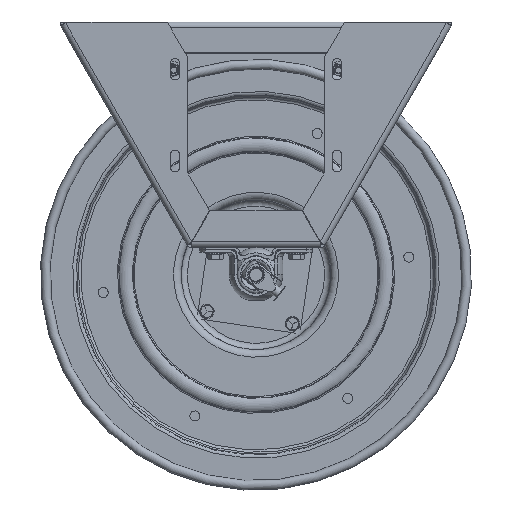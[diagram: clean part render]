
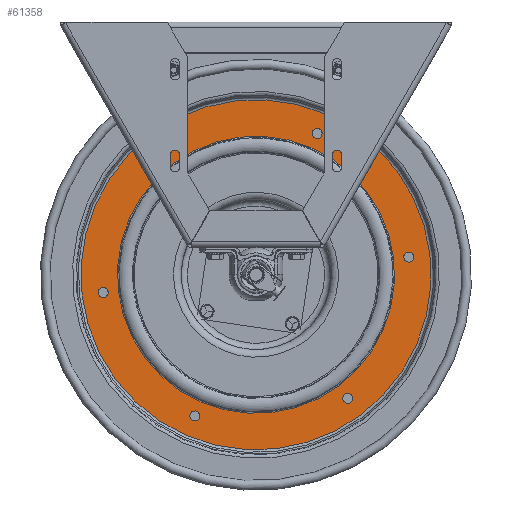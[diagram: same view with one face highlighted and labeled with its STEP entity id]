
A CAD part, front view. The second image highlights one B-rep face of the part: STEP entity #61358.
In plain terms, the highlighted planar face has unit normal (0, -1, 0).
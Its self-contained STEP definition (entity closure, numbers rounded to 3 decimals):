
#1541=FACE_BOUND('',#6726,.T.);
#1542=FACE_BOUND('',#6727,.T.);
#1543=FACE_BOUND('',#6728,.T.);
#1544=FACE_BOUND('',#6729,.T.);
#1545=FACE_BOUND('',#6730,.T.);
#1546=FACE_BOUND('',#6731,.T.);
#1547=FACE_BOUND('',#6732,.T.);
#2065=PLANE('',#65059);
#3666=FACE_OUTER_BOUND('',#6725,.T.);
#6725=EDGE_LOOP('',(#45286,#45287));
#6726=EDGE_LOOP('',(#45288,#45289));
#6727=EDGE_LOOP('',(#45290));
#6728=EDGE_LOOP('',(#45291));
#6729=EDGE_LOOP('',(#45292));
#6730=EDGE_LOOP('',(#45293));
#6731=EDGE_LOOP('',(#45294));
#6732=EDGE_LOOP('',(#45295));
#20215=CIRCLE('',#65056,5.667);
#20217=CIRCLE('',#65058,5.667);
#20218=CIRCLE('',#65060,7.159);
#20219=CIRCLE('',#65061,7.159);
#20220=CIRCLE('',#65062,0.205);
#20221=CIRCLE('',#65063,0.205);
#20222=CIRCLE('',#65064,0.205);
#20223=CIRCLE('',#65065,0.205);
#20224=CIRCLE('',#65066,0.205);
#20225=CIRCLE('',#65067,0.205);
#25240=VERTEX_POINT('',#104028);
#25241=VERTEX_POINT('',#104029);
#25242=VERTEX_POINT('',#104034);
#25243=VERTEX_POINT('',#104035);
#25244=VERTEX_POINT('',#104038);
#25245=VERTEX_POINT('',#104040);
#25246=VERTEX_POINT('',#104042);
#25247=VERTEX_POINT('',#104044);
#25248=VERTEX_POINT('',#104046);
#25249=VERTEX_POINT('',#104048);
#33332=EDGE_CURVE('',#25240,#25241,#20215,.T.);
#33334=EDGE_CURVE('',#25241,#25240,#20217,.T.);
#33335=EDGE_CURVE('',#25242,#25243,#20218,.T.);
#33336=EDGE_CURVE('',#25243,#25242,#20219,.T.);
#33337=EDGE_CURVE('',#25244,#25244,#20220,.T.);
#33338=EDGE_CURVE('',#25245,#25245,#20221,.T.);
#33339=EDGE_CURVE('',#25246,#25246,#20222,.T.);
#33340=EDGE_CURVE('',#25247,#25247,#20223,.T.);
#33341=EDGE_CURVE('',#25248,#25248,#20224,.T.);
#33342=EDGE_CURVE('',#25249,#25249,#20225,.T.);
#45286=ORIENTED_EDGE('',*,*,#33335,.T.);
#45287=ORIENTED_EDGE('',*,*,#33336,.T.);
#45288=ORIENTED_EDGE('',*,*,#33332,.F.);
#45289=ORIENTED_EDGE('',*,*,#33334,.F.);
#45290=ORIENTED_EDGE('',*,*,#33337,.T.);
#45291=ORIENTED_EDGE('',*,*,#33338,.T.);
#45292=ORIENTED_EDGE('',*,*,#33339,.T.);
#45293=ORIENTED_EDGE('',*,*,#33340,.T.);
#45294=ORIENTED_EDGE('',*,*,#33341,.T.);
#45295=ORIENTED_EDGE('',*,*,#33342,.T.);
#61358=ADVANCED_FACE('',(#3666,#1541,#1542,#1543,#1544,#1545,#1546,#1547),
#2065,.T.);
#65056=AXIS2_PLACEMENT_3D('',#104030,#73668,#73669);
#65058=AXIS2_PLACEMENT_3D('',#104032,#73672,#73673);
#65059=AXIS2_PLACEMENT_3D('',#104033,#73674,#73675);
#65060=AXIS2_PLACEMENT_3D('',#104036,#73676,#73677);
#65061=AXIS2_PLACEMENT_3D('',#104037,#73678,#73679);
#65062=AXIS2_PLACEMENT_3D('',#104039,#73680,#73681);
#65063=AXIS2_PLACEMENT_3D('',#104041,#73682,#73683);
#65064=AXIS2_PLACEMENT_3D('',#104043,#73684,#73685);
#65065=AXIS2_PLACEMENT_3D('',#104045,#73686,#73687);
#65066=AXIS2_PLACEMENT_3D('',#104047,#73688,#73689);
#65067=AXIS2_PLACEMENT_3D('',#104049,#73690,#73691);
#73668=DIRECTION('center_axis',(0.,-1.,0.));
#73669=DIRECTION('ref_axis',(0.803,0.,0.597));
#73672=DIRECTION('center_axis',(0.,-1.,0.));
#73673=DIRECTION('ref_axis',(0.803,0.,0.597));
#73674=DIRECTION('center_axis',(0.,-1.,0.));
#73675=DIRECTION('ref_axis',(0.597,0.,-0.803));
#73676=DIRECTION('center_axis',(0.,-1.,0.));
#73677=DIRECTION('ref_axis',(0.803,0.,0.597));
#73678=DIRECTION('center_axis',(0.,-1.,0.));
#73679=DIRECTION('ref_axis',(0.803,0.,0.597));
#73680=DIRECTION('center_axis',(0.,1.,0.));
#73681=DIRECTION('ref_axis',(-0.803,0.,-0.597));
#73682=DIRECTION('center_axis',(0.,1.,0.));
#73683=DIRECTION('ref_axis',(-0.918,0.,0.397));
#73684=DIRECTION('center_axis',(0.,1.,0.));
#73685=DIRECTION('ref_axis',(-0.115,0.,0.993));
#73686=DIRECTION('center_axis',(0.,1.,0.));
#73687=DIRECTION('ref_axis',(0.803,0.,0.597));
#73688=DIRECTION('center_axis',(0.,1.,0.));
#73689=DIRECTION('ref_axis',(0.918,0.,-0.397));
#73690=DIRECTION('center_axis',(0.,1.,0.));
#73691=DIRECTION('ref_axis',(0.115,0.,-0.993));
#104028=CARTESIAN_POINT('',(4.548,-4.153,3.371));
#104029=CARTESIAN_POINT('',(-3.381,-4.153,4.538));
#104030=CARTESIAN_POINT('Origin',(0.,-4.153,
-0.01));
#104032=CARTESIAN_POINT('Origin',(0.,-4.153,
-0.01));
#104033=CARTESIAN_POINT('Origin',(5.147,-4.153,3.816));
#104034=CARTESIAN_POINT('',(5.746,-4.153,4.261));
#104035=CARTESIAN_POINT('',(-4.271,-4.153,5.736));
#104036=CARTESIAN_POINT('Origin',(0.,-4.153,
-0.01));
#104037=CARTESIAN_POINT('Origin',(0.,-4.153,
-0.01));
#104038=CARTESIAN_POINT('',(-3.588,-4.153,5.161));
#104039=CARTESIAN_POINT('Origin',(-3.752,-4.153,5.038));
#104040=CARTESIAN_POINT('',(2.684,-4.153,5.682));
#104041=CARTESIAN_POINT('Origin',(2.496,-4.153,5.764));
#104042=CARTESIAN_POINT('',(6.272,-4.153,0.512));
#104043=CARTESIAN_POINT('Origin',(6.248,-4.153,0.715));
#104044=CARTESIAN_POINT('',(3.588,-4.153,-5.181));
#104045=CARTESIAN_POINT('Origin',(3.752,-4.153,-5.058));
#104046=CARTESIAN_POINT('',(-2.684,-4.153,-5.702));
#104047=CARTESIAN_POINT('Origin',(-2.496,-4.153,-5.784));
#104048=CARTESIAN_POINT('',(-6.272,-4.153,-0.532));
#104049=CARTESIAN_POINT('Origin',(-6.248,-4.153,-0.735));
